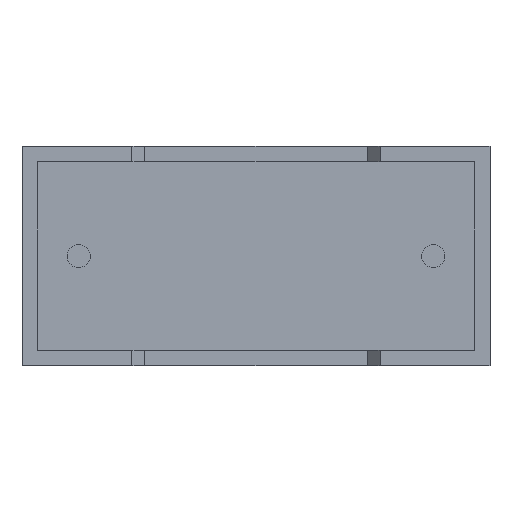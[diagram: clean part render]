
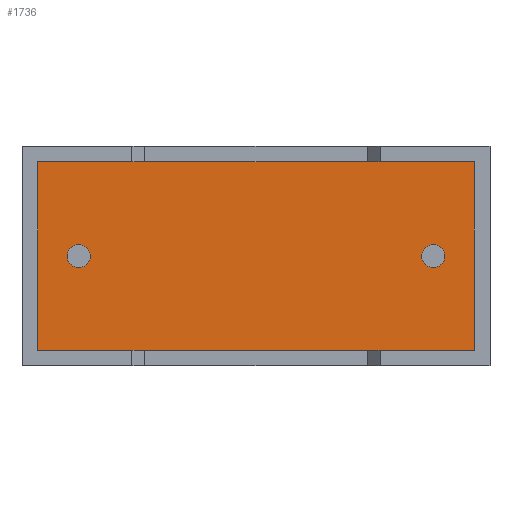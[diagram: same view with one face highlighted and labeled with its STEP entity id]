
A CAD part, front view. The second image highlights one B-rep face of the part: STEP entity #1736.
In plain terms, the highlighted planar face has unit normal (0, -1, 0).
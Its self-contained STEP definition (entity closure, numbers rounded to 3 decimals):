
#80 = CARTESIAN_POINT ( 'NONE',  ( 11.6, 0.75, 3.425 ) ) ;
#102 = EDGE_CURVE ( 'NONE', #3033, #1758, #2502, .T. ) ;
#104 = LINE ( 'NONE', #2445, #3005 ) ;
#140 = CIRCLE ( 'NONE', #680, 0.325 ) ;
#158 = DIRECTION ( 'NONE',  ( 0., 0., -1. ) ) ;
#198 = DIRECTION ( 'NONE',  ( 0., -1., 0. ) ) ;
#211 = CARTESIAN_POINT ( 'NONE',  ( 0.44, 0.75, 0.44 ) ) ;
#276 = CARTESIAN_POINT ( 'NONE',  ( 11.6, 0.75, 3.1 ) ) ;
#294 = CIRCLE ( 'NONE', #2022, 0.325 ) ;
#312 = EDGE_CURVE ( 'NONE', #890, #856, #140, .T. ) ;
#317 = ORIENTED_EDGE ( 'NONE', *, *, #312, .F. ) ;
#390 = CARTESIAN_POINT ( 'NONE',  ( 1.6, 0.75, 3.425 ) ) ;
#419 = EDGE_CURVE ( 'NONE', #2291, #2528, #104, .T. ) ;
#420 = FACE_OUTER_BOUND ( 'NONE', #1574, .T. ) ;
#590 = EDGE_CURVE ( 'NONE', #1758, #2291, #762, .T. ) ;
#595 = ORIENTED_EDGE ( 'NONE', *, *, #102, .T. ) ;
#597 = ORIENTED_EDGE ( 'NONE', *, *, #937, .F. ) ;
#680 = AXIS2_PLACEMENT_3D ( 'NONE', #1461, #704, #953 ) ;
#704 = DIRECTION ( 'NONE',  ( 0., -1., 0. ) ) ;
#747 = CARTESIAN_POINT ( 'NONE',  ( 11.6, 0.75, 2.775 ) ) ;
#762 = LINE ( 'NONE', #1472, #2905 ) ;
#781 = VECTOR ( 'NONE', #1045, 1000. ) ;
#856 = VERTEX_POINT ( 'NONE', #390 ) ;
#889 = CARTESIAN_POINT ( 'NONE',  ( 1.6, 0.75, 3.1 ) ) ;
#890 = VERTEX_POINT ( 'NONE', #2526 ) ;
#899 = FACE_BOUND ( 'NONE', #1588, .T. ) ;
#937 = EDGE_CURVE ( 'NONE', #1431, #2713, #294, .T. ) ;
#945 = CARTESIAN_POINT ( 'NONE',  ( 0.44, 0.75, 0.44 ) ) ;
#953 = DIRECTION ( 'NONE',  ( 0., 0., -1. ) ) ;
#971 = CIRCLE ( 'NONE', #1664, 0.325 ) ;
#1001 = CIRCLE ( 'NONE', #1392, 0.325 ) ;
#1029 = ORIENTED_EDGE ( 'NONE', *, *, #1390, .F. ) ;
#1045 = DIRECTION ( 'NONE',  ( 0., 0., 1. ) ) ;
#1228 = EDGE_LOOP ( 'NONE', ( #1029, #317 ) ) ;
#1325 = EDGE_CURVE ( 'NONE', #2713, #1431, #1001, .T. ) ;
#1390 = EDGE_CURVE ( 'NONE', #856, #890, #971, .T. ) ;
#1392 = AXIS2_PLACEMENT_3D ( 'NONE', #276, #2638, #2735 ) ;
#1397 = PLANE ( 'NONE',  #1968 ) ;
#1431 = VERTEX_POINT ( 'NONE', #747 ) ;
#1461 = CARTESIAN_POINT ( 'NONE',  ( 1.6, 0.75, 3.1 ) ) ;
#1472 = CARTESIAN_POINT ( 'NONE',  ( 12.76, 0.75, 5.76 ) ) ;
#1574 = EDGE_LOOP ( 'NONE', ( #2392, #1952, #595, #2330 ) ) ;
#1586 = FACE_BOUND ( 'NONE', #1228, .T. ) ;
#1588 = EDGE_LOOP ( 'NONE', ( #1626, #597 ) ) ;
#1624 = CARTESIAN_POINT ( 'NONE',  ( 0.44, 0.75, 5.76 ) ) ;
#1626 = ORIENTED_EDGE ( 'NONE', *, *, #1325, .F. ) ;
#1634 = CARTESIAN_POINT ( 'NONE',  ( 0., 0.75, 0. ) ) ;
#1646 = LINE ( 'NONE', #211, #2449 ) ;
#1664 = AXIS2_PLACEMENT_3D ( 'NONE', #889, #198, #1818 ) ;
#1736 = ADVANCED_FACE ( 'NONE', ( #899, #420, #1586 ), #1397, .T. ) ;
#1748 = CARTESIAN_POINT ( 'NONE',  ( 12.76, 0.75, 0.44 ) ) ;
#1758 = VERTEX_POINT ( 'NONE', #2045 ) ;
#1818 = DIRECTION ( 'NONE',  ( 0., 0., -1. ) ) ;
#1863 = DIRECTION ( 'NONE',  ( 0., -1., 0. ) ) ;
#1952 = ORIENTED_EDGE ( 'NONE', *, *, #2557, .T. ) ;
#1968 = AXIS2_PLACEMENT_3D ( 'NONE', #1634, #2063, #158 ) ;
#2022 = AXIS2_PLACEMENT_3D ( 'NONE', #2731, #1863, #2315 ) ;
#2045 = CARTESIAN_POINT ( 'NONE',  ( 12.76, 0.75, 5.76 ) ) ;
#2063 = DIRECTION ( 'NONE',  ( 0., -1., 0. ) ) ;
#2064 = DIRECTION ( 'NONE',  ( 1., 0., 0. ) ) ;
#2140 = CARTESIAN_POINT ( 'NONE',  ( 12.76, 0.75, 0.44 ) ) ;
#2291 = VERTEX_POINT ( 'NONE', #1624 ) ;
#2315 = DIRECTION ( 'NONE',  ( 0., 0., -1. ) ) ;
#2330 = ORIENTED_EDGE ( 'NONE', *, *, #590, .T. ) ;
#2392 = ORIENTED_EDGE ( 'NONE', *, *, #419, .T. ) ;
#2445 = CARTESIAN_POINT ( 'NONE',  ( 0.44, 0.75, 5.76 ) ) ;
#2449 = VECTOR ( 'NONE', #2064, 1000. ) ;
#2502 = LINE ( 'NONE', #1748, #781 ) ;
#2526 = CARTESIAN_POINT ( 'NONE',  ( 1.6, 0.75, 2.775 ) ) ;
#2528 = VERTEX_POINT ( 'NONE', #945 ) ;
#2557 = EDGE_CURVE ( 'NONE', #2528, #3033, #1646, .T. ) ;
#2638 = DIRECTION ( 'NONE',  ( 0., -1., 0. ) ) ;
#2696 = DIRECTION ( 'NONE',  ( 0., 0., -1. ) ) ;
#2713 = VERTEX_POINT ( 'NONE', #80 ) ;
#2731 = CARTESIAN_POINT ( 'NONE',  ( 11.6, 0.75, 3.1 ) ) ;
#2735 = DIRECTION ( 'NONE',  ( 0., 0., -1. ) ) ;
#2815 = DIRECTION ( 'NONE',  ( -1., 0., 0. ) ) ;
#2905 = VECTOR ( 'NONE', #2815, 1000. ) ;
#3005 = VECTOR ( 'NONE', #2696, 1000. ) ;
#3033 = VERTEX_POINT ( 'NONE', #2140 ) ;
